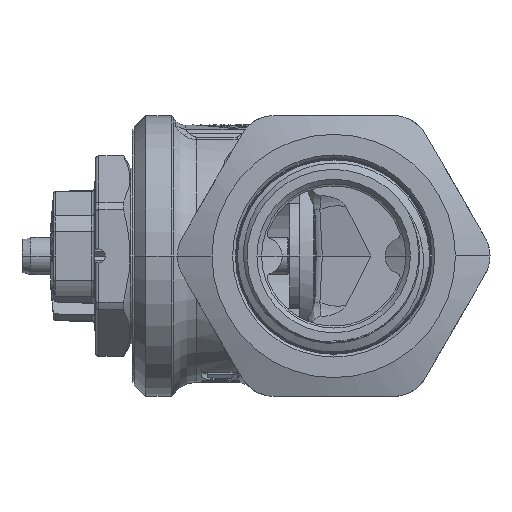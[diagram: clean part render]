
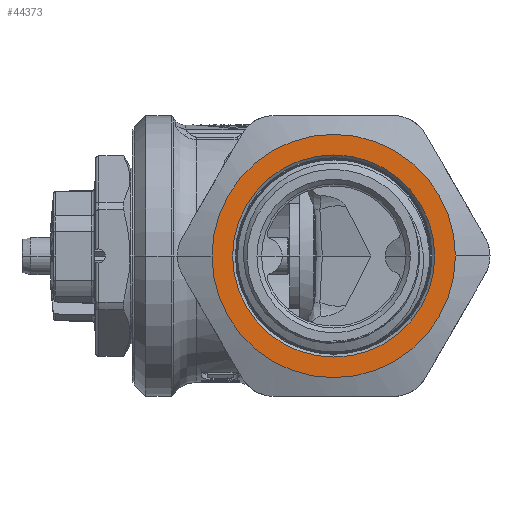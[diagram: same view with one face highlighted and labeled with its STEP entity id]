
A CAD part, left-side view. The second image highlights one B-rep face of the part: STEP entity #44373.
In plain terms, the highlighted planar face has unit normal (-1, 0, 0).
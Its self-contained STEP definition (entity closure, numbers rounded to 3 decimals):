
#14476=CARTESIAN_POINT('',(-35.6,0.,0.));
#14477=DIRECTION('',(-1.,0.,0.));
#14478=DIRECTION('',(0.,0.,-1.));
#14479=AXIS2_PLACEMENT_3D('',#14476,#14477,#14478);
#14494=CARTESIAN_POINT('',(-35.6,0.,0.));
#14495=DIRECTION('',(-1.,0.,0.));
#14496=DIRECTION('',(0.,1.,0.));
#14497=AXIS2_PLACEMENT_3D('',#14494,#14495,#14496);
#14499=CARTESIAN_POINT('',(-35.6,0.,0.));
#14500=DIRECTION('',(-1.,0.,0.));
#14501=DIRECTION('',(0.,-1.,0.));
#14502=AXIS2_PLACEMENT_3D('',#14499,#14500,#14501);
#24040=CARTESIAN_POINT('',(-35.6,0.,0.));
#24041=DIRECTION('',(-1.,0.,0.));
#24042=DIRECTION('',(0.,0.,1.));
#24043=AXIS2_PLACEMENT_3D('',#24040,#24041,#24042);
#27754=CARTESIAN_POINT('',(-35.6,0.,10.8));
#27755=CARTESIAN_POINT('',(-35.6,0.,-10.8));
#27756=VERTEX_POINT('',#27754);
#27757=VERTEX_POINT('',#27755);
#27762=CARTESIAN_POINT('',(-35.6,13.,0.));
#27763=CARTESIAN_POINT('',(-35.6,-13.,0.));
#27764=VERTEX_POINT('',#27762);
#27765=VERTEX_POINT('',#27763);
#44357=CARTESIAN_POINT('',(-35.6,0.,0.));
#44358=DIRECTION('',(1.,0.,0.));
#44359=DIRECTION('',(0.,-1.,0.));
#44360=AXIS2_PLACEMENT_3D('',#44357,#44358,#44359);
#44361=PLANE('',#44360);
#44363=ORIENTED_EDGE('',*,*,#44362,.F.);
#44365=ORIENTED_EDGE('',*,*,#44364,.F.);
#44366=EDGE_LOOP('',(#44363,#44365));
#44367=FACE_OUTER_BOUND('',#44366,.F.);
#44369=ORIENTED_EDGE('',*,*,#44368,.T.);
#44370=ORIENTED_EDGE('',*,*,#44347,.T.);
#44371=EDGE_LOOP('',(#44369,#44370));
#44372=FACE_BOUND('',#44371,.F.);
#44373=ADVANCED_FACE('',(#44367,#44372),#44361,.F.);
#14480=CIRCLE('',#14479,10.8);
#14498=CIRCLE('',#14497,13.);
#14503=CIRCLE('',#14502,13.);
#24044=CIRCLE('',#24043,10.8);
#44347=EDGE_CURVE('',#27757,#27756,#14480,.T.);
#44362=EDGE_CURVE('',#27764,#27765,#14498,.T.);
#44364=EDGE_CURVE('',#27765,#27764,#14503,.T.);
#44368=EDGE_CURVE('',#27756,#27757,#24044,.T.);
